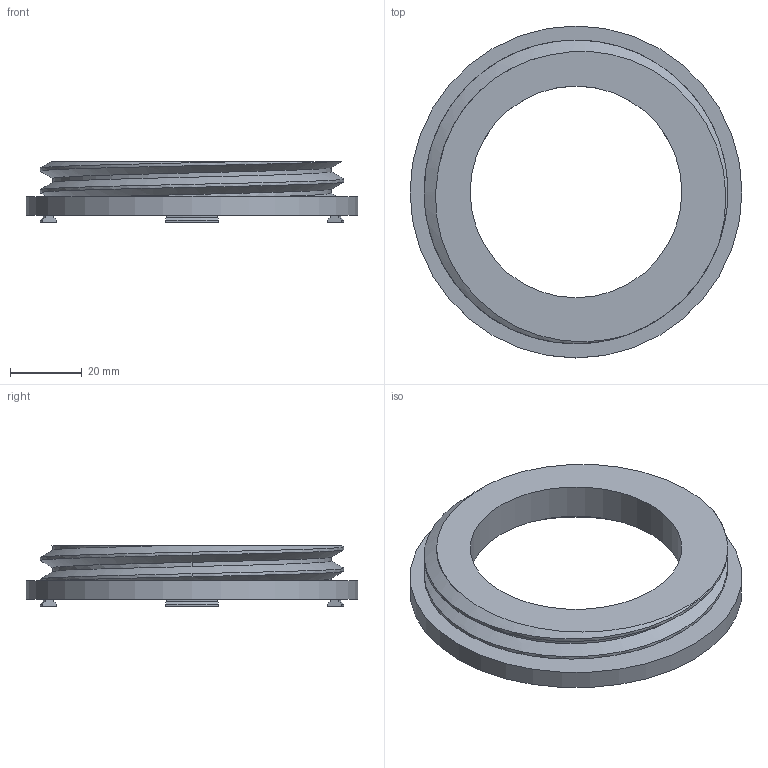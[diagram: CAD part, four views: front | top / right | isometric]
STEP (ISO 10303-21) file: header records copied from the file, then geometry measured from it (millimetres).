
FILE_DESCRIPTION(/* description */ ('','CAx-IF Rec.Pracs.---Representation and Presentation of Product Manufacturing Information (PMI)---4.0---2014-10-13'),/* implementation_level */ '2;1');
FILE_NAME(/* name */ 'chamber base - RS75-4.step',/* time_stamp */ '2025-03-27T19:36:48Z',/* author */ (''),/* organization */ (''),/* preprocessor_version */ 'ST-DEVELOPER v20',/* originating_system */ 'Autodesk Translation Framework v13.20.0.188',/* authorisation */ '');
FILE_SCHEMA (('AP242_MANAGED_MODEL_BASED_3D_ENGINEERING_MIM_LF { 1 0 10303 442 1 1 4 }'));
Length unit declared in the file: millimetre
Products named in the file (2): chamber base - RS75-4 - Threads; Component5
Assembly tree (1 placements, depth 2):
  chamber base - RS75-4 - Threads
    Component5
Bounding box: 92.5 x 92.5 x 16.95 mm (x, y, z)
Volume: 37729.7 mm3; surface area: 16998.3 mm2
Topology: 1 solids, 1 shells, 50 faces, 126 edges, 84 vertices
Faces by surface type: cylinder 24, plane 16, cone 8, bspline 2
Full cylindrical faces by diameter (mm): 59 x1, 72.5 x1, 84.62 x1, 92.5 x1
Entity records: 2581 total; most frequent: CARTESIAN_POINT 1309, DIRECTION 256, ORIENTED_EDGE 252, EDGE_CURVE 126, AXIS2_PLACEMENT_3D 93, VERTEX_POINT 84, LINE 70, VECTOR 70
